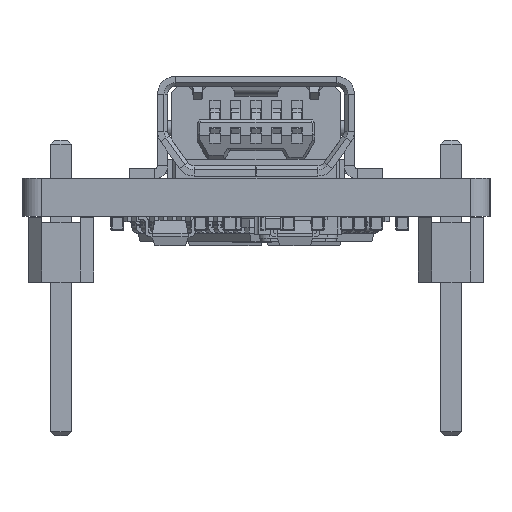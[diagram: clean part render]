
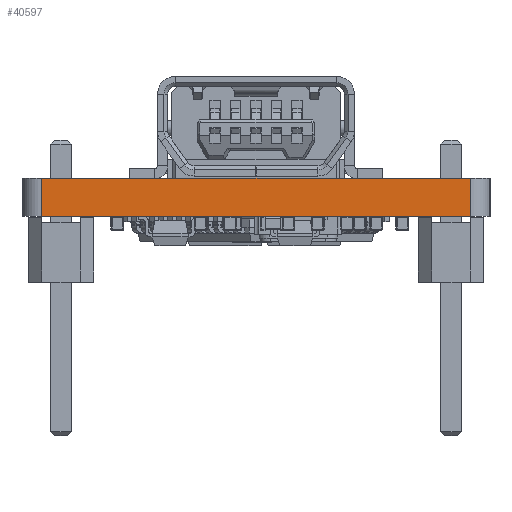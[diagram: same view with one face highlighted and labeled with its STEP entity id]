
A CAD part, left-side view. The second image highlights one B-rep face of the part: STEP entity #40597.
In plain terms, the highlighted planar face has unit normal (-1, 0, 0).
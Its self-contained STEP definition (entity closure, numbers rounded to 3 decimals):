
#40536 = VERTEX_POINT('',#40537);
#40537 = CARTESIAN_POINT('',(0.,17.526,0.));
#40544 = EDGE_CURVE('',#40536,#40545,#40547,.T.);
#40545 = VERTEX_POINT('',#40546);
#40546 = CARTESIAN_POINT('',(0.,17.526,1.5));
#40547 = LINE('',#40548,#40549);
#40548 = CARTESIAN_POINT('',(0.,17.526,0.));
#40549 = VECTOR('',#40550,1.);
#40550 = DIRECTION('',(0.,0.,1.));
#40597 = ADVANCED_FACE('',(#40598),#40623,.F.);
#40598 = FACE_BOUND('',#40599,.F.);
#40599 = EDGE_LOOP('',(#40600,#40601,#40609,#40617));
#40600 = ORIENTED_EDGE('',*,*,#40544,.T.);
#40601 = ORIENTED_EDGE('',*,*,#40602,.T.);
#40602 = EDGE_CURVE('',#40545,#40603,#40605,.T.);
#40603 = VERTEX_POINT('',#40604);
#40604 = CARTESIAN_POINT('',(0.,0.762,1.5));
#40605 = LINE('',#40606,#40607);
#40606 = CARTESIAN_POINT('',(0.,17.526,1.5));
#40607 = VECTOR('',#40608,1.);
#40608 = DIRECTION('',(0.,-1.,0.));
#40609 = ORIENTED_EDGE('',*,*,#40610,.F.);
#40610 = EDGE_CURVE('',#40611,#40603,#40613,.T.);
#40611 = VERTEX_POINT('',#40612);
#40612 = CARTESIAN_POINT('',(0.,0.762,0.));
#40613 = LINE('',#40614,#40615);
#40614 = CARTESIAN_POINT('',(0.,0.762,0.));
#40615 = VECTOR('',#40616,1.);
#40616 = DIRECTION('',(0.,0.,1.));
#40617 = ORIENTED_EDGE('',*,*,#40618,.F.);
#40618 = EDGE_CURVE('',#40536,#40611,#40619,.T.);
#40619 = LINE('',#40620,#40621);
#40620 = CARTESIAN_POINT('',(0.,17.526,0.));
#40621 = VECTOR('',#40622,1.);
#40622 = DIRECTION('',(0.,-1.,0.));
#40623 = PLANE('',#40624);
#40624 = AXIS2_PLACEMENT_3D('',#40625,#40626,#40627);
#40625 = CARTESIAN_POINT('',(0.,17.526,0.));
#40626 = DIRECTION('',(1.,0.,-0.));
#40627 = DIRECTION('',(0.,-1.,0.));
